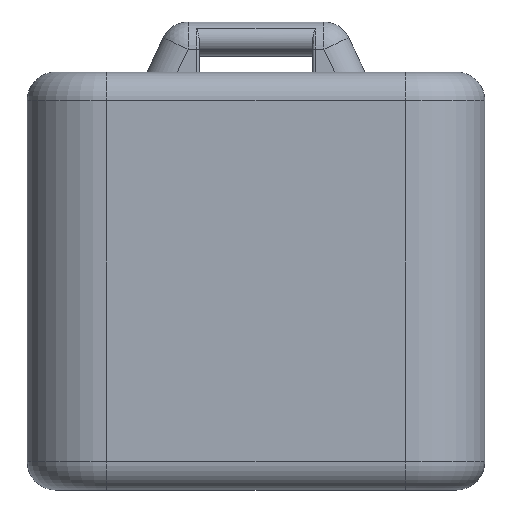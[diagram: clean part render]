
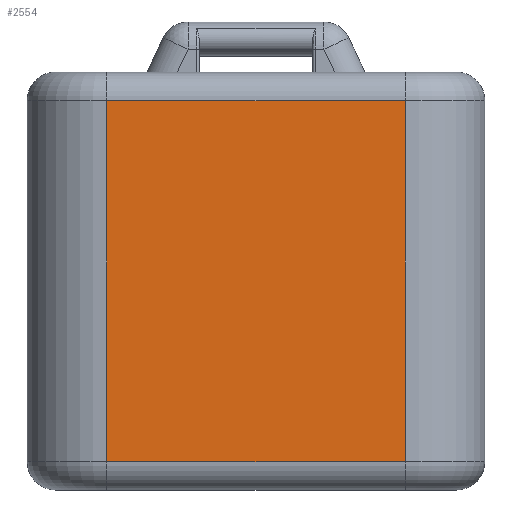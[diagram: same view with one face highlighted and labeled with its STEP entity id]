
A CAD part, front view. The second image highlights one B-rep face of the part: STEP entity #2554.
In plain terms, the highlighted planar face has unit normal (0, -1, 0).
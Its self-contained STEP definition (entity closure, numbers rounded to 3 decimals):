
#168=PLANE('',#2789);
#270=FACE_OUTER_BOUND('',#423,.T.);
#423=EDGE_LOOP('',(#1861,#1862,#1863,#1864));
#543=LINE('',#3780,#720);
#552=LINE('',#3820,#729);
#554=LINE('',#3829,#731);
#586=LINE('',#3977,#763);
#720=VECTOR('',#3030,10.);
#729=VECTOR('',#3079,10.);
#731=VECTOR('',#3093,10.);
#763=VECTOR('',#3215,10.);
#1021=VERTEX_POINT('',#3770);
#1023=VERTEX_POINT('',#3776);
#1032=VERTEX_POINT('',#3810);
#1034=VERTEX_POINT('',#3816);
#1281=EDGE_CURVE('',#1021,#1023,#543,.T.);
#1301=EDGE_CURVE('',#1032,#1034,#552,.T.);
#1306=EDGE_CURVE('',#1023,#1032,#554,.T.);
#1369=EDGE_CURVE('',#1021,#1034,#586,.T.);
#1861=ORIENTED_EDGE('',*,*,#1281,.F.);
#1862=ORIENTED_EDGE('',*,*,#1369,.T.);
#1863=ORIENTED_EDGE('',*,*,#1301,.F.);
#1864=ORIENTED_EDGE('',*,*,#1306,.F.);
#2554=ADVANCED_FACE('',(#270),#168,.T.);
#2789=AXIS2_PLACEMENT_3D('',#3976,#3213,#3214);
#3030=DIRECTION('',(-1.,0.,0.));
#3079=DIRECTION('',(1.,0.,0.));
#3093=DIRECTION('',(0.,0.,1.));
#3213=DIRECTION('center_axis',(0.,-1.,0.));
#3214=DIRECTION('ref_axis',(-1.,0.,0.));
#3215=DIRECTION('',(0.,0.,1.));
#3770=CARTESIAN_POINT('',(131.034,-150.,16.));
#3776=CARTESIAN_POINT('',(-131.034,-150.,16.));
#3780=CARTESIAN_POINT('',(65.517,-150.,16.));
#3810=CARTESIAN_POINT('',(-131.034,-150.,333.));
#3816=CARTESIAN_POINT('',(131.034,-150.,333.));
#3820=CARTESIAN_POINT('',(65.517,-150.,333.));
#3829=CARTESIAN_POINT('',(-131.034,-150.,-1.));
#3976=CARTESIAN_POINT('Origin',(131.034,-150.,-1.));
#3977=CARTESIAN_POINT('',(131.034,-150.,-1.));
